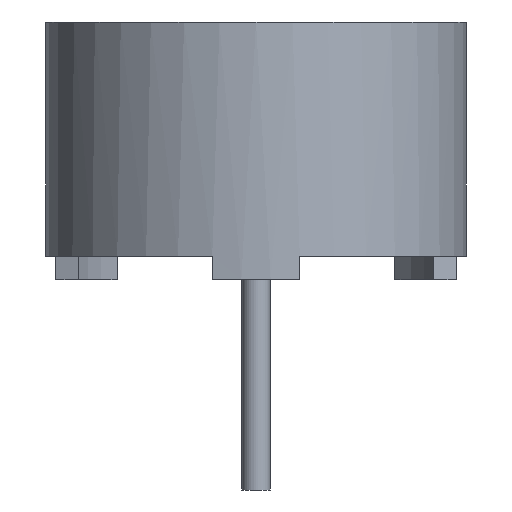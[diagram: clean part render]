
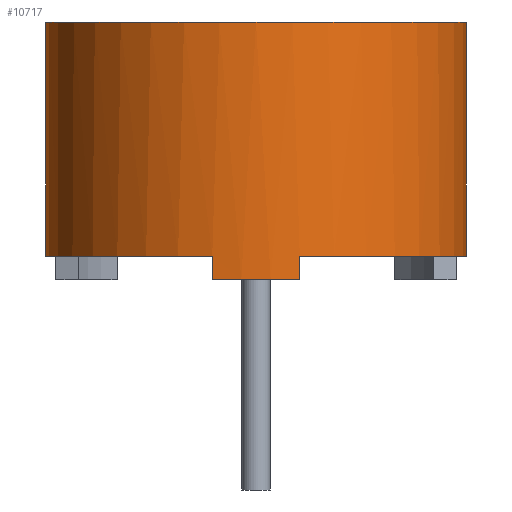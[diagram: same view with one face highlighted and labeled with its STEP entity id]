
A CAD part, left-side view. The second image highlights one B-rep face of the part: STEP entity #10717.
In plain terms, the highlighted cylindrical face has radius 4.5 mm (diameter 9 mm), a partial arc.
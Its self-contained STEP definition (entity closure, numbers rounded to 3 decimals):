
#22 = EDGE_CURVE ( 'NONE', #6122, #5956, #1692, .T. ) ;
#68 = EDGE_CURVE ( 'NONE', #5956, #3520, #9638, .T. ) ;
#318 = VECTOR ( 'NONE', #7459, 1000. ) ;
#321 = VERTEX_POINT ( 'NONE', #8289 ) ;
#325 = VECTOR ( 'NONE', #3167, 1000. ) ;
#405 = CYLINDRICAL_SURFACE ( 'NONE', #7308, 4.5 ) ;
#1062 = DIRECTION ( 'NONE',  ( 0., 0., 1. ) ) ;
#1072 = CARTESIAN_POINT ( 'NONE',  ( 0., 0., 0.5 ) ) ;
#1091 = VERTEX_POINT ( 'NONE', #11242 ) ;
#1111 = AXIS2_PLACEMENT_3D ( 'NONE', #2356, #8605, #1273 ) ;
#1273 = DIRECTION ( 'NONE',  ( 0., -1., 0. ) ) ;
#1387 = VERTEX_POINT ( 'NONE', #4838 ) ;
#1456 = EDGE_CURVE ( 'NONE', #1387, #321, #9717, .T. ) ;
#1692 = CIRCLE ( 'NONE', #1111, 4.5 ) ;
#2047 = CIRCLE ( 'NONE', #6852, 4.5 ) ;
#2130 = CARTESIAN_POINT ( 'NONE',  ( -4.402, 0.936, 0.5 ) ) ;
#2356 = CARTESIAN_POINT ( 'NONE',  ( 0., 0., 0.5 ) ) ;
#2598 = ORIENTED_EDGE ( 'NONE', *, *, #7239, .F. ) ;
#2862 = EDGE_CURVE ( 'NONE', #9839, #5932, #8234, .T. ) ;
#2867 = AXIS2_PLACEMENT_3D ( 'NONE', #4436, #5564, #11830 ) ;
#3167 = DIRECTION ( 'NONE',  ( 0., 0., -1. ) ) ;
#3520 = VERTEX_POINT ( 'NONE', #8106 ) ;
#3991 = LINE ( 'NONE', #10293, #318 ) ;
#4018 = DIRECTION ( 'NONE',  ( 0., 1., 0. ) ) ;
#4197 = DIRECTION ( 'NONE',  ( 0., 0., -1. ) ) ;
#4382 = CARTESIAN_POINT ( 'NONE',  ( 0., -4.5, 5.5 ) ) ;
#4436 = CARTESIAN_POINT ( 'NONE',  ( 0., 0., 5.5 ) ) ;
#4568 = EDGE_CURVE ( 'NONE', #321, #3520, #2047, .T. ) ;
#4838 = CARTESIAN_POINT ( 'NONE',  ( -4.402, 0.936, 0.5 ) ) ;
#4949 = EDGE_LOOP ( 'NONE', ( #8716, #7806, #2598, #5717, #7544, #5144, #5598, #10629 ) ) ;
#5032 = CARTESIAN_POINT ( 'NONE',  ( 0., -4.5, 0.5 ) ) ;
#5099 = FACE_OUTER_BOUND ( 'NONE', #4949, .T. ) ;
#5131 = VECTOR ( 'NONE', #10405, 1000. ) ;
#5144 = ORIENTED_EDGE ( 'NONE', *, *, #68, .F. ) ;
#5353 = EDGE_CURVE ( 'NONE', #9839, #1091, #3991, .T. ) ;
#5564 = DIRECTION ( 'NONE',  ( 0., 0., 1. ) ) ;
#5598 = ORIENTED_EDGE ( 'NONE', *, *, #22, .F. ) ;
#5633 = CARTESIAN_POINT ( 'NONE',  ( 0., 0., 0. ) ) ;
#5701 = DIRECTION ( 'NONE',  ( 0., 0., -1. ) ) ;
#5717 = ORIENTED_EDGE ( 'NONE', *, *, #1456, .T. ) ;
#5735 = EDGE_CURVE ( 'NONE', #5932, #6122, #11248, .T. ) ;
#5902 = AXIS2_PLACEMENT_3D ( 'NONE', #1072, #5701, #11118 ) ;
#5932 = VERTEX_POINT ( 'NONE', #4382 ) ;
#5956 = VERTEX_POINT ( 'NONE', #7695 ) ;
#5963 = CARTESIAN_POINT ( 'NONE',  ( -4.402, -0.936, 0.5 ) ) ;
#6122 = VERTEX_POINT ( 'NONE', #5032 ) ;
#6734 = CARTESIAN_POINT ( 'NONE',  ( 0., -4.5, 5.5 ) ) ;
#6852 = AXIS2_PLACEMENT_3D ( 'NONE', #5633, #1062, #4018 ) ;
#7239 = EDGE_CURVE ( 'NONE', #1387, #1091, #11083, .T. ) ;
#7286 = CARTESIAN_POINT ( 'NONE',  ( 0., 4.5, 5.5 ) ) ;
#7308 = AXIS2_PLACEMENT_3D ( 'NONE', #11532, #4197, #11283 ) ;
#7459 = DIRECTION ( 'NONE',  ( 0., 0., -1. ) ) ;
#7544 = ORIENTED_EDGE ( 'NONE', *, *, #4568, .T. ) ;
#7695 = CARTESIAN_POINT ( 'NONE',  ( -4.402, -0.936, 0.5 ) ) ;
#7806 = ORIENTED_EDGE ( 'NONE', *, *, #5353, .T. ) ;
#8106 = CARTESIAN_POINT ( 'NONE',  ( -4.402, -0.936, 0. ) ) ;
#8234 = CIRCLE ( 'NONE', #2867, 4.5 ) ;
#8289 = CARTESIAN_POINT ( 'NONE',  ( -4.402, 0.936, 0. ) ) ;
#8605 = DIRECTION ( 'NONE',  ( 0., 0., -1. ) ) ;
#8716 = ORIENTED_EDGE ( 'NONE', *, *, #2862, .F. ) ;
#8728 = DIRECTION ( 'NONE',  ( 0., 0., -1. ) ) ;
#9638 = LINE ( 'NONE', #5963, #10334 ) ;
#9717 = LINE ( 'NONE', #2130, #325 ) ;
#9839 = VERTEX_POINT ( 'NONE', #7286 ) ;
#10293 = CARTESIAN_POINT ( 'NONE',  ( 0., 4.5, 5.5 ) ) ;
#10334 = VECTOR ( 'NONE', #8728, 1000. ) ;
#10405 = DIRECTION ( 'NONE',  ( 0., 0., -1. ) ) ;
#10629 = ORIENTED_EDGE ( 'NONE', *, *, #5735, .F. ) ;
#10717 = ADVANCED_FACE ( 'NONE', ( #5099 ), #405, .T. ) ;
#11083 = CIRCLE ( 'NONE', #5902, 4.5 ) ;
#11118 = DIRECTION ( 'NONE',  ( 0., -1., 0. ) ) ;
#11242 = CARTESIAN_POINT ( 'NONE',  ( 0., 4.5, 0.5 ) ) ;
#11248 = LINE ( 'NONE', #6734, #5131 ) ;
#11283 = DIRECTION ( 'NONE',  ( 0., -1., 0. ) ) ;
#11532 = CARTESIAN_POINT ( 'NONE',  ( 0., 0., 5.5 ) ) ;
#11830 = DIRECTION ( 'NONE',  ( 0., 1., 0. ) ) ;
